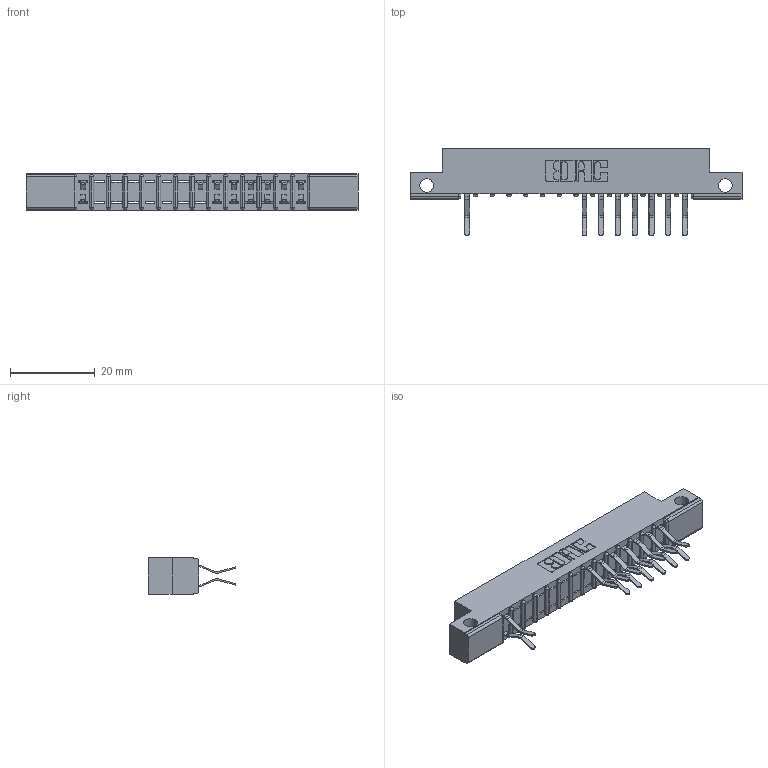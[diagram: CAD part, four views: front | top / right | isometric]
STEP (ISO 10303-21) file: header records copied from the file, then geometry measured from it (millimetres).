
FILE_DESCRIPTION (( 'STEP AP203' ), '1' );
FILE_NAME ('307-028-560-212.STEP', '2018-08-04T17:16:29', ( '' ), ( '' ), 'SwSTEP 2.0', 'SolidWorks 2016', '' );
FILE_SCHEMA (( 'CONFIG_CONTROL_DESIGN' ));
Length unit declared in the file: inch
Products named in the file (3): 307 Part_.128 Dia Side Mounting Holes; 307-290-001_560; 307-028-560-212
Assembly tree (16 placements, depth 2):
  307-028-560-212
    307 Part_.128 Dia Side Mounting Holes
    307-290-001_560  x15
Bounding box: 78.49 x 20.73 x 8.71 mm (x, y, z)
Volume: 4909.2 mm3; surface area: 7234.9 mm2
Topology: 16 solids, 16 shells, 1013 faces, 2869 edges, 1850 vertices
Faces by surface type: plane 643, cylinder 340, sphere 30
Entity records: 15592 total; most frequent: CARTESIAN_POINT 2613, ORIENTED_EDGE 2598, DIRECTION 2559, EDGE_CURVE 1299, VECTOR 983, LINE 983, VERTEX_POINT 842, AXIS2_PLACEMENT_3D 788
